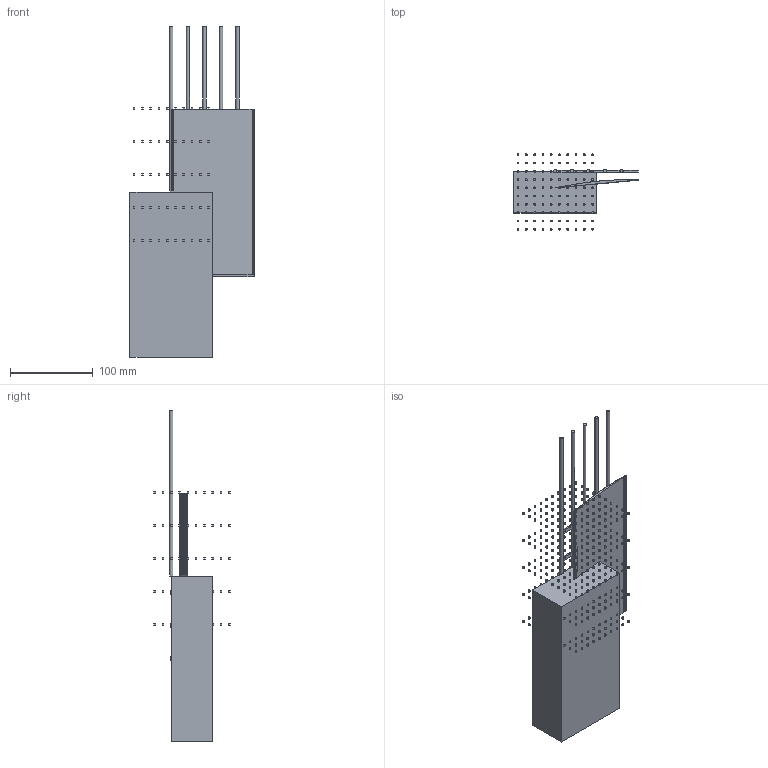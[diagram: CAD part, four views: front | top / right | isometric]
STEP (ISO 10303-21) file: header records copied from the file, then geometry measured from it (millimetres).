
FILE_DESCRIPTION(('Open CASCADE Model'),'2;1');
FILE_NAME('Open CASCADE Shape Model','2024-05-29T22:31:06',('Author'),( 'Open CASCADE'),'Open CASCADE STEP processor 7.7','Open CASCADE 7.7' ,'Unknown');
FILE_SCHEMA(('AUTOMOTIVE_DESIGN { 1 0 10303 214 1 1 1 1 }'));
Length unit declared in the file: millimetre
Products named in the file (369): Open CASCADE STEP translator 7.7 2; Open CASCADE STEP translator 7.7 2.1; Open CASCADE STEP translator 7.7 2.2; Open CASCADE STEP translator 7.7 2.3; Open CASCADE STEP translator 7.7 2.4; Open CASCADE STEP translator 7.7 2.5; Open CASCADE STEP translator 7.7 2.6; Open CASCADE STEP translator 7.7 2.7; Open CASCADE STEP translator 7.7 2.8; Open CASCADE STEP translator 7.7 2.9; Open CASCADE STEP translator 7.7 2.10; Open CASCADE STEP translator 7.7 2.11; Open CASCADE STEP translator 7.7 2.12; Open CASCADE STEP translator 7.7 2.13; Open CASCADE STEP translator 7.7 2.14; Open CASCADE STEP translator 7.7 2.15; Open CASCADE STEP translator 7.7 2.16; Open CASCADE STEP translator 7.7 2.17; Open CASCADE STEP translator 7.7 2.18; Open CASCADE STEP translator 7.7 2.19; Open CASCADE STEP translator 7.7 2.20; Open CASCADE STEP translator 7.7 2.21; Open CASCADE STEP translator 7.7 2.22; Open CASCADE STEP translator 7.7 2.23; Open CASCADE STEP translator 7.7 2.24; Open CASCADE STEP translator 7.7 2.25; Open CASCADE STEP translator 7.7 2.26; Open CASCADE STEP translator 7.7 2.27; Open CASCADE STEP translator 7.7 2.28; Open CASCADE STEP translator 7.7 2.29; Open CASCADE STEP translator 7.7 2.30; Open CASCADE STEP translator 7.7 2.31; Open CASCADE STEP translator 7.7 2.32; Open CASCADE STEP translator 7.7 2.33; Open CASCADE STEP translator 7.7 2.34; Open CASCADE STEP translator 7.7 2.35; Open CASCADE STEP translator 7.7 2.36; Open CASCADE STEP translator 7.7 2.37; Open CASCADE STEP translator 7.7 2.38; Open CASCADE STEP translator 7.7 2.39 ...
Assembly tree (368 placements, depth 2):
  Open CASCADE STEP translator 7.7 2
    Open CASCADE STEP translator 7.7 2.1
    Open CASCADE STEP translator 7.7 2.2
    Open CASCADE STEP translator 7.7 2.3
    Open CASCADE STEP translator 7.7 2.4
    Open CASCADE STEP translator 7.7 2.5
    Open CASCADE STEP translator 7.7 2.6
    Open CASCADE STEP translator 7.7 2.7
    Open CASCADE STEP translator 7.7 2.8
    Open CASCADE STEP translator 7.7 2.9
    Open CASCADE STEP translator 7.7 2.10
    Open CASCADE STEP translator 7.7 2.11
    Open CASCADE STEP translator 7.7 2.12
    Open CASCADE STEP translator 7.7 2.13
    Open CASCADE STEP translator 7.7 2.14
    Open CASCADE STEP translator 7.7 2.15
    Open CASCADE STEP translator 7.7 2.16
    Open CASCADE STEP translator 7.7 2.17
    Open CASCADE STEP translator 7.7 2.18
    Open CASCADE STEP translator 7.7 2.19
    Open CASCADE STEP translator 7.7 2.20
    Open CASCADE STEP translator 7.7 2.21
    Open CASCADE STEP translator 7.7 2.22
    Open CASCADE STEP translator 7.7 2.23
    Open CASCADE STEP translator 7.7 2.24
    Open CASCADE STEP translator 7.7 2.25
    Open CASCADE STEP translator 7.7 2.26
    Open CASCADE STEP translator 7.7 2.27
    Open CASCADE STEP translator 7.7 2.28
    Open CASCADE STEP translator 7.7 2.29
    Open CASCADE STEP translator 7.7 2.30
    Open CASCADE STEP translator 7.7 2.31
    Open CASCADE STEP translator 7.7 2.32
    Open CASCADE STEP translator 7.7 2.33
    Open CASCADE STEP translator 7.7 2.34
    Open CASCADE STEP translator 7.7 2.35
    Open CASCADE STEP translator 7.7 2.36
    Open CASCADE STEP translator 7.7 2.37
    Open CASCADE STEP translator 7.7 2.38
    Open CASCADE STEP translator 7.7 2.39
    Open CASCADE STEP translator 7.7 2.40
    Open CASCADE STEP translator 7.7 2.41
    Open CASCADE STEP translator 7.7 2.42
    Open CASCADE STEP translator 7.7 2.43
    Open CASCADE STEP translator 7.7 2.44
    Open CASCADE STEP translator 7.7 2.45
    Open CASCADE STEP translator 7.7 2.46
    Open CASCADE STEP translator 7.7 2.47
    Open CASCADE STEP translator 7.7 2.48
    Open CASCADE STEP translator 7.7 2.49
    Open CASCADE STEP translator 7.7 2.50
    Open CASCADE STEP translator 7.7 2.51
    Open CASCADE STEP translator 7.7 2.52
    Open CASCADE STEP translator 7.7 2.53
    Open CASCADE STEP translator 7.7 2.54
    Open CASCADE STEP translator 7.7 2.55
    Open CASCADE STEP translator 7.7 2.56
    Open CASCADE STEP translator 7.7 2.57
    Open CASCADE STEP translator 7.7 2.58
    Open CASCADE STEP translator 7.7 2.59
Bounding box: 150 x 92 x 400 mm (x, y, z)
Volume: 1050306.7 mm3; surface area: 124436.2 mm2
Topology: 368 solids, 368 shells, 1392 faces, 1870 edges, 1242 vertices
Faces by surface type: plane 985, cylinder 407
Full cylindrical faces by diameter (mm): 2 x368, 4 x5
Entity records: 59533 total; most frequent: DIRECTION 9949, CARTESIAN_POINT 8973, LINE 3856, VECTOR 3856, ORIENTED_EDGE 3740, PCURVE 3740, DEFINITIONAL_REPRESENTATION 3740, AXIS2_PLACEMENT_3D 2638
